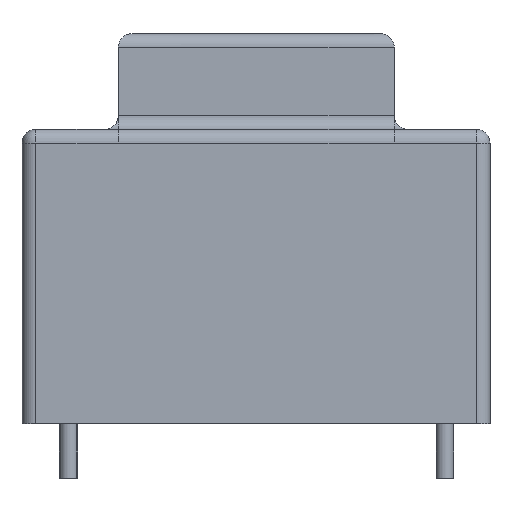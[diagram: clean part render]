
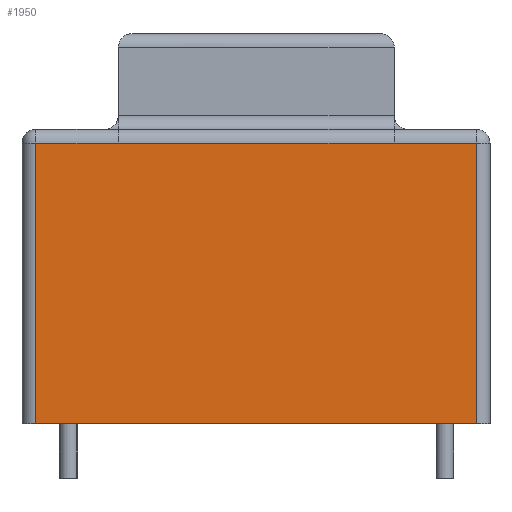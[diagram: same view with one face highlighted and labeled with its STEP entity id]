
A CAD part, left-side view. The second image highlights one B-rep face of the part: STEP entity #1950.
In plain terms, the highlighted planar face has unit normal (-1, 0, 0).
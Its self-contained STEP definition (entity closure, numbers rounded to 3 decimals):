
#590 = CYLINDRICAL_SURFACE('',#591,1.);
#591 = AXIS2_PLACEMENT_3D('',#592,#593,#594);
#592 = CARTESIAN_POINT('',(1.,27.161,20.5));
#593 = DIRECTION('',(0.,-1.,0.));
#594 = DIRECTION('',(0.,0.,1.));
#1160 = CYLINDRICAL_SURFACE('',#1161,1.);
#1161 = AXIS2_PLACEMENT_3D('',#1162,#1163,#1164);
#1162 = CARTESIAN_POINT('',(1.,7.,20.5));
#1163 = DIRECTION('',(0.,-1.,0.));
#1164 = DIRECTION('',(0.,0.,1.));
#1219 = CYLINDRICAL_SURFACE('',#1220,1.);
#1220 = AXIS2_PLACEMENT_3D('',#1221,#1222,#1223);
#1221 = CARTESIAN_POINT('',(1.,33.2,20.5));
#1222 = DIRECTION('',(0.,-1.,0.));
#1223 = DIRECTION('',(0.,0.,1.));
#1259 = VERTEX_POINT('',#1260);
#1260 = CARTESIAN_POINT('',(0.,27.161,20.5));
#1280 = EDGE_CURVE('',#1259,#1281,#1283,.T.);
#1281 = VERTEX_POINT('',#1282);
#1282 = CARTESIAN_POINT('',(0.,7.,20.5));
#1283 = SURFACE_CURVE('',#1284,(#1288,#1295),.PCURVE_S1.);
#1284 = LINE('',#1285,#1286);
#1285 = CARTESIAN_POINT('',(0.,27.161,20.5));
#1286 = VECTOR('',#1287,1.);
#1287 = DIRECTION('',(0.,-1.,0.));
#1288 = PCURVE('',#590,#1289);
#1289 = DEFINITIONAL_REPRESENTATION('',(#1290),#1294);
#1290 = LINE('',#1291,#1292);
#1291 = CARTESIAN_POINT('',(1.571,0.));
#1292 = VECTOR('',#1293,1.);
#1293 = DIRECTION('',(0.,1.));
#1294 = ( GEOMETRIC_REPRESENTATION_CONTEXT(2) 
PARAMETRIC_REPRESENTATION_CONTEXT() REPRESENTATION_CONTEXT('2D SPACE',''
  ) );
#1295 = PCURVE('',#1296,#1301);
#1296 = PLANE('',#1297);
#1297 = AXIS2_PLACEMENT_3D('',#1298,#1299,#1300);
#1298 = CARTESIAN_POINT('',(0.,34.2,0.));
#1299 = DIRECTION('',(1.,0.,0.));
#1300 = DIRECTION('',(0.,-1.,0.));
#1301 = DEFINITIONAL_REPRESENTATION('',(#1302),#1306);
#1302 = LINE('',#1303,#1304);
#1303 = CARTESIAN_POINT('',(7.039,-20.5));
#1304 = VECTOR('',#1305,1.);
#1305 = DIRECTION('',(1.,0.));
#1306 = ( GEOMETRIC_REPRESENTATION_CONTEXT(2) 
PARAMETRIC_REPRESENTATION_CONTEXT() REPRESENTATION_CONTEXT('2D SPACE',''
  ) );
#1778 = EDGE_CURVE('',#1281,#1779,#1781,.T.);
#1779 = VERTEX_POINT('',#1780);
#1780 = CARTESIAN_POINT('',(0.,1.,20.5));
#1781 = SURFACE_CURVE('',#1782,(#1786,#1793),.PCURVE_S1.);
#1782 = LINE('',#1783,#1784);
#1783 = CARTESIAN_POINT('',(0.,7.,20.5));
#1784 = VECTOR('',#1785,1.);
#1785 = DIRECTION('',(0.,-1.,0.));
#1786 = PCURVE('',#1160,#1787);
#1787 = DEFINITIONAL_REPRESENTATION('',(#1788),#1792);
#1788 = LINE('',#1789,#1790);
#1789 = CARTESIAN_POINT('',(1.571,0.));
#1790 = VECTOR('',#1791,1.);
#1791 = DIRECTION('',(0.,1.));
#1792 = ( GEOMETRIC_REPRESENTATION_CONTEXT(2) 
PARAMETRIC_REPRESENTATION_CONTEXT() REPRESENTATION_CONTEXT('2D SPACE',''
  ) );
#1793 = PCURVE('',#1296,#1794);
#1794 = DEFINITIONAL_REPRESENTATION('',(#1795),#1799);
#1795 = LINE('',#1796,#1797);
#1796 = CARTESIAN_POINT('',(27.2,-20.5));
#1797 = VECTOR('',#1798,1.);
#1798 = DIRECTION('',(1.,0.));
#1799 = ( GEOMETRIC_REPRESENTATION_CONTEXT(2) 
PARAMETRIC_REPRESENTATION_CONTEXT() REPRESENTATION_CONTEXT('2D SPACE',''
  ) );
#1907 = VERTEX_POINT('',#1908);
#1908 = CARTESIAN_POINT('',(0.,33.2,20.5));
#1928 = EDGE_CURVE('',#1907,#1259,#1929,.T.);
#1929 = SURFACE_CURVE('',#1930,(#1934,#1941),.PCURVE_S1.);
#1930 = LINE('',#1931,#1932);
#1931 = CARTESIAN_POINT('',(0.,33.2,20.5));
#1932 = VECTOR('',#1933,1.);
#1933 = DIRECTION('',(0.,-1.,0.));
#1934 = PCURVE('',#1219,#1935);
#1935 = DEFINITIONAL_REPRESENTATION('',(#1936),#1940);
#1936 = LINE('',#1937,#1938);
#1937 = CARTESIAN_POINT('',(1.571,0.));
#1938 = VECTOR('',#1939,1.);
#1939 = DIRECTION('',(0.,1.));
#1940 = ( GEOMETRIC_REPRESENTATION_CONTEXT(2) 
PARAMETRIC_REPRESENTATION_CONTEXT() REPRESENTATION_CONTEXT('2D SPACE',''
  ) );
#1941 = PCURVE('',#1296,#1942);
#1942 = DEFINITIONAL_REPRESENTATION('',(#1943),#1947);
#1943 = LINE('',#1944,#1945);
#1944 = CARTESIAN_POINT('',(1.,-20.5));
#1945 = VECTOR('',#1946,1.);
#1946 = DIRECTION('',(1.,0.));
#1947 = ( GEOMETRIC_REPRESENTATION_CONTEXT(2) 
PARAMETRIC_REPRESENTATION_CONTEXT() REPRESENTATION_CONTEXT('2D SPACE',''
  ) );
#1950 = ADVANCED_FACE('',(#1951),#1296,.F.);
#1951 = FACE_BOUND('',#1952,.F.);
#1952 = EDGE_LOOP('',(#1953,#1983,#2009,#2010,#2011,#2012));
#1953 = ORIENTED_EDGE('',*,*,#1954,.F.);
#1954 = EDGE_CURVE('',#1955,#1957,#1959,.T.);
#1955 = VERTEX_POINT('',#1956);
#1956 = CARTESIAN_POINT('',(0.,33.2,0.));
#1957 = VERTEX_POINT('',#1958);
#1958 = CARTESIAN_POINT('',(0.,1.,0.));
#1959 = SURFACE_CURVE('',#1960,(#1964,#1971),.PCURVE_S1.);
#1960 = LINE('',#1961,#1962);
#1961 = CARTESIAN_POINT('',(0.,34.2,0.));
#1962 = VECTOR('',#1963,1.);
#1963 = DIRECTION('',(0.,-1.,0.));
#1964 = PCURVE('',#1296,#1965);
#1965 = DEFINITIONAL_REPRESENTATION('',(#1966),#1970);
#1966 = LINE('',#1967,#1968);
#1967 = CARTESIAN_POINT('',(0.,0.));
#1968 = VECTOR('',#1969,1.);
#1969 = DIRECTION('',(1.,0.));
#1970 = ( GEOMETRIC_REPRESENTATION_CONTEXT(2) 
PARAMETRIC_REPRESENTATION_CONTEXT() REPRESENTATION_CONTEXT('2D SPACE',''
  ) );
#1971 = PCURVE('',#1972,#1977);
#1972 = PLANE('',#1973);
#1973 = AXIS2_PLACEMENT_3D('',#1974,#1975,#1976);
#1974 = CARTESIAN_POINT('',(20.3,17.1,0.));
#1975 = DIRECTION('',(0.,0.,1.));
#1976 = DIRECTION('',(1.,0.,0.));
#1977 = DEFINITIONAL_REPRESENTATION('',(#1978),#1982);
#1978 = LINE('',#1979,#1980);
#1979 = CARTESIAN_POINT('',(-20.3,17.1));
#1980 = VECTOR('',#1981,1.);
#1981 = DIRECTION('',(0.,-1.));
#1982 = ( GEOMETRIC_REPRESENTATION_CONTEXT(2) 
PARAMETRIC_REPRESENTATION_CONTEXT() REPRESENTATION_CONTEXT('2D SPACE',''
  ) );
#1983 = ORIENTED_EDGE('',*,*,#1984,.T.);
#1984 = EDGE_CURVE('',#1955,#1907,#1985,.T.);
#1985 = SURFACE_CURVE('',#1986,(#1990,#1997),.PCURVE_S1.);
#1986 = LINE('',#1987,#1988);
#1987 = CARTESIAN_POINT('',(0.,33.2,0.));
#1988 = VECTOR('',#1989,1.);
#1989 = DIRECTION('',(0.,0.,1.));
#1990 = PCURVE('',#1296,#1991);
#1991 = DEFINITIONAL_REPRESENTATION('',(#1992),#1996);
#1992 = LINE('',#1993,#1994);
#1993 = CARTESIAN_POINT('',(1.,0.));
#1994 = VECTOR('',#1995,1.);
#1995 = DIRECTION('',(0.,-1.));
#1996 = ( GEOMETRIC_REPRESENTATION_CONTEXT(2) 
PARAMETRIC_REPRESENTATION_CONTEXT() REPRESENTATION_CONTEXT('2D SPACE',''
  ) );
#1997 = PCURVE('',#1998,#2003);
#1998 = CYLINDRICAL_SURFACE('',#1999,1.);
#1999 = AXIS2_PLACEMENT_3D('',#2000,#2001,#2002);
#2000 = CARTESIAN_POINT('',(1.,33.2,0.));
#2001 = DIRECTION('',(0.,0.,1.));
#2002 = DIRECTION('',(0.,1.,0.));
#2003 = DEFINITIONAL_REPRESENTATION('',(#2004),#2008);
#2004 = LINE('',#2005,#2006);
#2005 = CARTESIAN_POINT('',(1.571,0.));
#2006 = VECTOR('',#2007,1.);
#2007 = DIRECTION('',(0.,1.));
#2008 = ( GEOMETRIC_REPRESENTATION_CONTEXT(2) 
PARAMETRIC_REPRESENTATION_CONTEXT() REPRESENTATION_CONTEXT('2D SPACE',''
  ) );
#2009 = ORIENTED_EDGE('',*,*,#1928,.T.);
#2010 = ORIENTED_EDGE('',*,*,#1280,.T.);
#2011 = ORIENTED_EDGE('',*,*,#1778,.T.);
#2012 = ORIENTED_EDGE('',*,*,#2013,.T.);
#2013 = EDGE_CURVE('',#1779,#1957,#2014,.T.);
#2014 = SURFACE_CURVE('',#2015,(#2019,#2026),.PCURVE_S1.);
#2015 = LINE('',#2016,#2017);
#2016 = CARTESIAN_POINT('',(0.,1.,20.5));
#2017 = VECTOR('',#2018,1.);
#2018 = DIRECTION('',(-0.,-0.,-1.));
#2019 = PCURVE('',#1296,#2020);
#2020 = DEFINITIONAL_REPRESENTATION('',(#2021),#2025);
#2021 = LINE('',#2022,#2023);
#2022 = CARTESIAN_POINT('',(33.2,-20.5));
#2023 = VECTOR('',#2024,1.);
#2024 = DIRECTION('',(0.,1.));
#2025 = ( GEOMETRIC_REPRESENTATION_CONTEXT(2) 
PARAMETRIC_REPRESENTATION_CONTEXT() REPRESENTATION_CONTEXT('2D SPACE',''
  ) );
#2026 = PCURVE('',#2027,#2032);
#2027 = CYLINDRICAL_SURFACE('',#2028,1.);
#2028 = AXIS2_PLACEMENT_3D('',#2029,#2030,#2031);
#2029 = CARTESIAN_POINT('',(1.,1.,20.5));
#2030 = DIRECTION('',(-0.,-0.,-1.));
#2031 = DIRECTION('',(0.,-1.,0.));
#2032 = DEFINITIONAL_REPRESENTATION('',(#2033),#2037);
#2033 = LINE('',#2034,#2035);
#2034 = CARTESIAN_POINT('',(1.571,0.));
#2035 = VECTOR('',#2036,1.);
#2036 = DIRECTION('',(0.,1.));
#2037 = ( GEOMETRIC_REPRESENTATION_CONTEXT(2) 
PARAMETRIC_REPRESENTATION_CONTEXT() REPRESENTATION_CONTEXT('2D SPACE',''
  ) );
